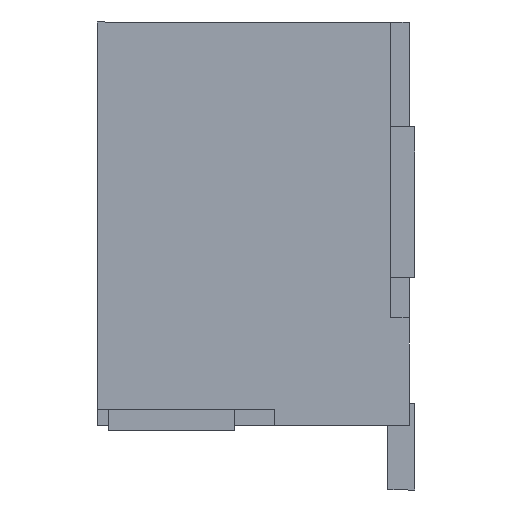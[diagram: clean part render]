
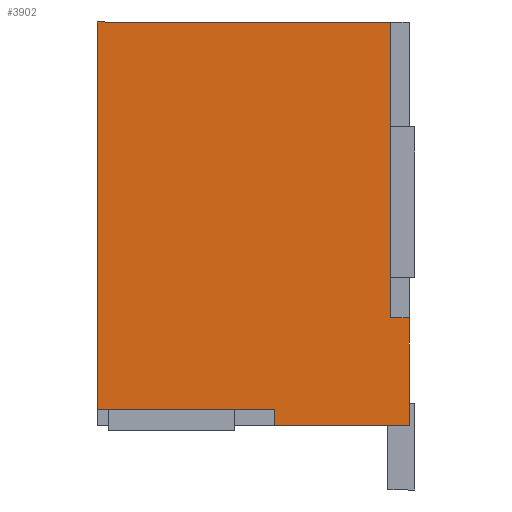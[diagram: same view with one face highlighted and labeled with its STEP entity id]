
A CAD part, left-side view. The second image highlights one B-rep face of the part: STEP entity #3902.
In plain terms, the highlighted planar face has unit normal (-1, 0, 0).
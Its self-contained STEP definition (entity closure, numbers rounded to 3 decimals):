
#343 = CARTESIAN_POINT ( 'NONE',  ( -6.75, 5.8, -3.75 ) ) ;
#347 = CARTESIAN_POINT ( 'NONE',  ( -6.75, 0.35, -1.75 ) ) ;
#359 = LINE ( 'NONE', #347, #2267 ) ;
#361 = VERTEX_POINT ( 'NONE', #3830 ) ;
#409 = DIRECTION ( 'NONE',  ( 0., 1., 0. ) ) ;
#477 = CARTESIAN_POINT ( 'NONE',  ( -6.75, 0., -1.75 ) ) ;
#542 = DIRECTION ( 'NONE',  ( 0., -1., 0. ) ) ;
#589 = LINE ( 'NONE', #2373, #4513 ) ;
#747 = DIRECTION ( 'NONE',  ( 0., 0., 1. ) ) ;
#915 = LINE ( 'NONE', #2307, #1779 ) ;
#957 = VECTOR ( 'NONE', #2395, 1000. ) ;
#1102 = EDGE_CURVE ( 'NONE', #2041, #2201, #3561, .T. ) ;
#1220 = EDGE_CURVE ( 'NONE', #4653, #4634, #2778, .T. ) ;
#1370 = DIRECTION ( 'NONE',  ( -1., 0., 0. ) ) ;
#1393 = CARTESIAN_POINT ( 'NONE',  ( -6.75, 5.8, 3.75 ) ) ;
#1417 = DIRECTION ( 'NONE',  ( 0., -1., 0. ) ) ;
#1442 = ORIENTED_EDGE ( 'NONE', *, *, #4522, .F. ) ;
#1725 = VECTOR ( 'NONE', #3400, 1000. ) ;
#1766 = CARTESIAN_POINT ( 'NONE',  ( -6.75, 0., -3.75 ) ) ;
#1779 = VECTOR ( 'NONE', #409, 1000. ) ;
#1893 = EDGE_CURVE ( 'NONE', #2136, #2041, #3993, .T. ) ;
#1921 = ORIENTED_EDGE ( 'NONE', *, *, #1220, .F. ) ;
#1966 = VERTEX_POINT ( 'NONE', #1766 ) ;
#2041 = VERTEX_POINT ( 'NONE', #2605 ) ;
#2110 = AXIS2_PLACEMENT_3D ( 'NONE', #3670, #1370, #4045 ) ;
#2115 = EDGE_CURVE ( 'NONE', #4267, #1966, #4772, .T. ) ;
#2136 = VERTEX_POINT ( 'NONE', #4351 ) ;
#2201 = VERTEX_POINT ( 'NONE', #3647 ) ;
#2267 = VECTOR ( 'NONE', #747, 1000. ) ;
#2307 = CARTESIAN_POINT ( 'NONE',  ( -6.75, 2.5, -3.45 ) ) ;
#2319 = CARTESIAN_POINT ( 'NONE',  ( -6.75, 2.5, -3.75 ) ) ;
#2373 = CARTESIAN_POINT ( 'NONE',  ( -6.75, 0., 3.75 ) ) ;
#2395 = DIRECTION ( 'NONE',  ( 0., 1., 0. ) ) ;
#2447 = CARTESIAN_POINT ( 'NONE',  ( -6.75, 0., -1.75 ) ) ;
#2566 = ORIENTED_EDGE ( 'NONE', *, *, #3541, .T. ) ;
#2600 = VECTOR ( 'NONE', #1417, 1000. ) ;
#2605 = CARTESIAN_POINT ( 'NONE',  ( -6.75, 5.8, 3.75 ) ) ;
#2614 = CARTESIAN_POINT ( 'NONE',  ( -6.75, 5.8, 3.75 ) ) ;
#2705 = ORIENTED_EDGE ( 'NONE', *, *, #1893, .T. ) ;
#2752 = DIRECTION ( 'NONE',  ( 0., 0., 1. ) ) ;
#2770 = EDGE_LOOP ( 'NONE', ( #2566, #2705, #4906, #4266, #1442, #4733, #3327, #1921 ) ) ;
#2778 = LINE ( 'NONE', #2447, #3667 ) ;
#3007 = CARTESIAN_POINT ( 'NONE',  ( -6.75, 2.5, -3.75 ) ) ;
#3327 = ORIENTED_EDGE ( 'NONE', *, *, #4636, .T. ) ;
#3335 = EDGE_CURVE ( 'NONE', #361, #2201, #915, .T. ) ;
#3400 = DIRECTION ( 'NONE',  ( 0., 0., 1. ) ) ;
#3433 = VECTOR ( 'NONE', #4039, 1000. ) ;
#3541 = EDGE_CURVE ( 'NONE', #4653, #2136, #359, .T. ) ;
#3561 = LINE ( 'NONE', #1393, #3433 ) ;
#3647 = CARTESIAN_POINT ( 'NONE',  ( -6.75, 5.8, -3.45 ) ) ;
#3667 = VECTOR ( 'NONE', #542, 1000. ) ;
#3670 = CARTESIAN_POINT ( 'NONE',  ( -6.75, 5.8, -3.75 ) ) ;
#3775 = LINE ( 'NONE', #3007, #1725 ) ;
#3830 = CARTESIAN_POINT ( 'NONE',  ( -6.75, 2.5, -3.45 ) ) ;
#3852 = FACE_OUTER_BOUND ( 'NONE', #2770, .T. ) ;
#3902 = ADVANCED_FACE ( 'NONE', ( #3852 ), #4035, .T. ) ;
#3993 = LINE ( 'NONE', #2614, #957 ) ;
#4035 = PLANE ( 'NONE',  #2110 ) ;
#4039 = DIRECTION ( 'NONE',  ( 0., 0., -1. ) ) ;
#4045 = DIRECTION ( 'NONE',  ( 0., -1., 0. ) ) ;
#4266 = ORIENTED_EDGE ( 'NONE', *, *, #3335, .F. ) ;
#4267 = VERTEX_POINT ( 'NONE', #2319 ) ;
#4351 = CARTESIAN_POINT ( 'NONE',  ( -6.75, 0.35, 3.75 ) ) ;
#4513 = VECTOR ( 'NONE', #2752, 1000. ) ;
#4522 = EDGE_CURVE ( 'NONE', #4267, #361, #3775, .T. ) ;
#4634 = VERTEX_POINT ( 'NONE', #477 ) ;
#4636 = EDGE_CURVE ( 'NONE', #1966, #4634, #589, .T. ) ;
#4653 = VERTEX_POINT ( 'NONE', #4684 ) ;
#4684 = CARTESIAN_POINT ( 'NONE',  ( -6.75, 0.35, -1.75 ) ) ;
#4733 = ORIENTED_EDGE ( 'NONE', *, *, #2115, .T. ) ;
#4772 = LINE ( 'NONE', #343, #2600 ) ;
#4906 = ORIENTED_EDGE ( 'NONE', *, *, #1102, .T. ) ;
